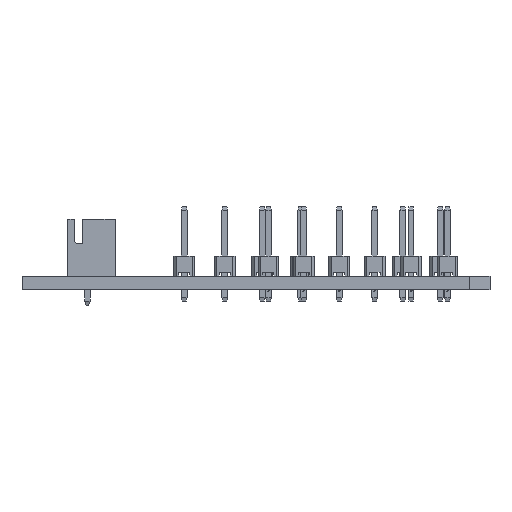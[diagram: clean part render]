
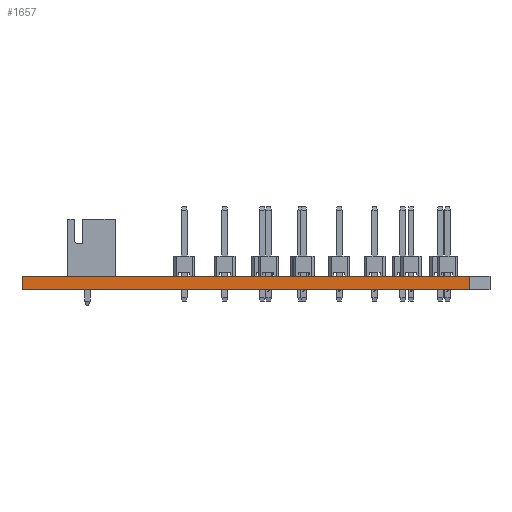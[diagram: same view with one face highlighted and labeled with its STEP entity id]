
A CAD part, left-side view. The second image highlights one B-rep face of the part: STEP entity #1657.
In plain terms, the highlighted planar face has unit normal (-1, 0, 0).
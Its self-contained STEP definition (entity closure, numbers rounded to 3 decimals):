
#1657=ADVANCED_FACE('',(#8166),#8168,.T.);
#8166=FACE_BOUND('',#8167,.T.);
#8167=EDGE_LOOP('',(#17417,#17418,#17419,#17420));
#8168=PLANE('',#8169);
#8169=AXIS2_PLACEMENT_3D('',#8170,#8171,#8172);
#8170=CARTESIAN_POINT('',(-26.657,-26.022,0.));
#8171=DIRECTION('',(-1.,0.,0.));
#8172=DIRECTION('',(0.,1.,0.));
#17417=ORIENTED_EDGE('',*,*,#21090,.T.);
#17418=ORIENTED_EDGE('',*,*,#21092,.T.);
#17419=ORIENTED_EDGE('',*,*,#21067,.F.);
#17420=ORIENTED_EDGE('',*,*,#21093,.F.);
#21067=EDGE_CURVE('',#22908,#22909,#22910,.T.);
#21090=EDGE_CURVE('',#22948,#22946,#22949,.T.);
#21092=EDGE_CURVE('',#22946,#22909,#22951,.T.);
#21093=EDGE_CURVE('',#22948,#22908,#22952,.T.);
#22908=VERTEX_POINT('',#26013);
#22909=VERTEX_POINT('',#26014);
#22910=LINE('',#26015,#26016);
#22946=VERTEX_POINT('',#26095);
#22948=VERTEX_POINT('',#26099);
#22949=LINE('',#26100,#26101);
#22951=LINE('',#26106,#26107);
#22952=LINE('',#26109,#26110);
#26013=CARTESIAN_POINT('',(-26.657,28.562,0.));
#26014=CARTESIAN_POINT('',(-26.657,28.562,1.6));
#26015=CARTESIAN_POINT('',(-26.657,28.562,0.));
#26016=VECTOR('',#26017,1.);
#26017=DIRECTION('',(0.,0.,1.));
#26095=CARTESIAN_POINT('',(-26.657,-26.022,1.6));
#26099=CARTESIAN_POINT('',(-26.657,-26.022,0.));
#26100=CARTESIAN_POINT('',(-26.657,-26.022,0.));
#26101=VECTOR('',#26102,1.);
#26102=DIRECTION('',(0.,0.,1.));
#26106=CARTESIAN_POINT('',(-26.657,-26.022,1.6));
#26107=VECTOR('',#26108,1.);
#26108=DIRECTION('',(0.,1.,0.));
#26109=CARTESIAN_POINT('',(-26.657,-26.022,0.));
#26110=VECTOR('',#26111,1.);
#26111=DIRECTION('',(0.,1.,0.));
